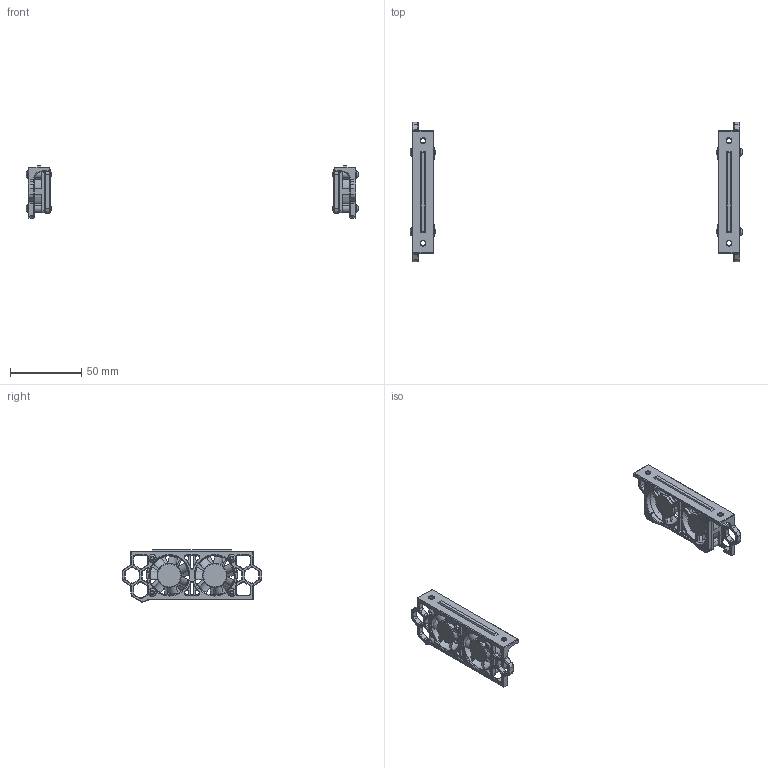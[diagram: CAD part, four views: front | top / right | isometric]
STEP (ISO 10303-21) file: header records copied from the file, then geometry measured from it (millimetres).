
FILE_DESCRIPTION(/* description */ (''),/* implementation_level */ '2;1');
FILE_NAME(/* name */ 'Skirt Fans.step',/* time_stamp */ '2024-06-22T17:00:43+01:00',/* author */ (''),/* organization */ (''),/* preprocessor_version */ 'ST-DEVELOPER v20',/* originating_system */ 'Autodesk Translation Framework v13.14.0.145',/* authorisation */ '');
FILE_SCHEMA (('AUTOMOTIVE_DESIGN { 1 0 10303 214 3 1 1 }'));
Length unit declared in the file: millimetre
Products named in the file (14): Skirt Fans; Hardware; Threaded Inserts; M3 Threaded Insert; Fans; 3010 DC Axial Fan; Bolts; M3x16 BHCS ; Printed Parts; Right Side Fan Skirt; right_side_fan_skirt; Left Side Fan Skirt; left_side_fan_skirt; [a]_fan_retaining_bracket
Assembly tree (31 placements, depth 4):
  Skirt Fans
    Hardware
      Threaded Inserts
        M3 Threaded Insert  x8
      Fans
        3010 DC Axial Fan  x4
      Bolts
        M3x16 BHCS   x8
    Printed Parts
      Right Side Fan Skirt
        right_side_fan_skirt
        [a]_fan_retaining_bracket
      Left Side Fan Skirt
        left_side_fan_skirt
        [a]_fan_retaining_bracket
Bounding box: 233.3 x 98 x 36.87 mm (x, y, z)
Volume: 30151.4 mm3; surface area: 38995.3 mm2
Topology: 24 solids, 24 shells, 2630 faces, 6720 edges, 4210 vertices
Faces by surface type: plane 874, bspline 724, cylinder 616, cone 404, sphere 8, torus 4
Full cylindrical faces by diameter (mm): 2.9 x8, 3 x8, 3.3 x12, 3.4 x16, 4.2 x8, 4.25 x8, 4.6 x8, 4.7 x8, 5.7 x8, 6.25 x4, 15.8 x4, 16.9 x4, 28.3 x8
Entity records: 41652 total; most frequent: CARTESIAN_POINT 10731, ORIENTED_EDGE 6472, DIRECTION 6142, EDGE_CURVE 3236, AXIS2_PLACEMENT_3D 2074, LINE 1994, VECTOR 1994, VERTEX_POINT 1941
